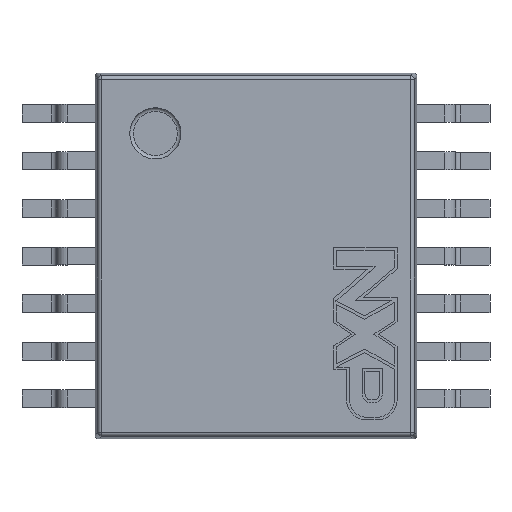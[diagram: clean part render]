
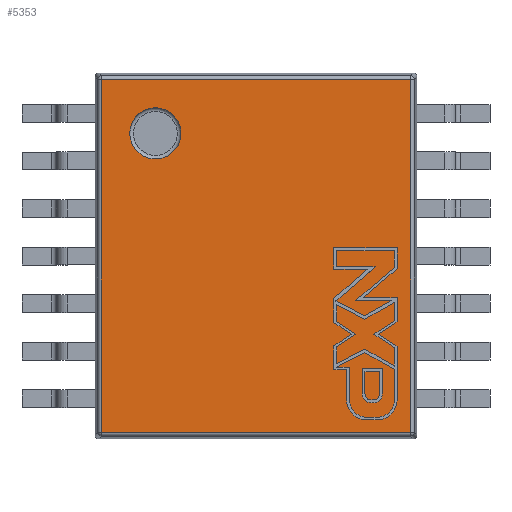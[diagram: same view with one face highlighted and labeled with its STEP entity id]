
A CAD part, top view. The second image highlights one B-rep face of the part: STEP entity #5353.
In plain terms, the highlighted planar face has unit normal (0, 0, 1).
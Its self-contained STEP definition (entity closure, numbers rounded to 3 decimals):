
#63=FACE_BOUND('',#1986,.T.);
#81=LINE('',#7822,#710);
#97=LINE('',#7886,#726);
#121=LINE('',#7951,#750);
#125=LINE('',#7957,#754);
#710=VECTOR('',#6247,10.);
#726=VECTOR('',#6305,10.);
#750=VECTOR('',#6377,10.);
#754=VECTOR('',#6385,10.);
#1435=PLANE('',#5808);
#1678=FACE_OUTER_BOUND('',#1985,.T.);
#1985=EDGE_LOOP('',(#3883,#3884,#3885,#3886));
#1986=EDGE_LOOP('',(#3887));
#2269=CIRCLE('',#5742,0.35);
#2423=VERTEX_POINT('',#7802);
#2424=VERTEX_POINT('',#7807);
#2427=VERTEX_POINT('',#7814);
#2430=VERTEX_POINT('',#7824);
#2454=VERTEX_POINT('',#7878);
#2944=EDGE_CURVE('',#2423,#2423,#2269,.T.);
#2952=EDGE_CURVE('',#2427,#2424,#81,.T.);
#2982=EDGE_CURVE('',#2454,#2427,#97,.T.);
#3017=EDGE_CURVE('',#2430,#2454,#121,.T.);
#3021=EDGE_CURVE('',#2424,#2430,#125,.T.);
#3883=ORIENTED_EDGE('',*,*,#2952,.F.);
#3884=ORIENTED_EDGE('',*,*,#2982,.F.);
#3885=ORIENTED_EDGE('',*,*,#3017,.F.);
#3886=ORIENTED_EDGE('',*,*,#3021,.F.);
#3887=ORIENTED_EDGE('',*,*,#2944,.T.);
#5353=ADVANCED_FACE('',(#1678,#63),#1435,.T.);
#5742=AXIS2_PLACEMENT_3D('',#7804,#6224,#6225);
#5808=AXIS2_PLACEMENT_3D('',#7986,#6416,#6417);
#6224=DIRECTION('center_axis',(0.,0.,-1.));
#6225=DIRECTION('ref_axis',(1.,0.,0.));
#6247=DIRECTION('',(-1.,0.,0.));
#6305=DIRECTION('',(0.,-1.,0.));
#6377=DIRECTION('',(1.,0.,0.));
#6385=DIRECTION('',(0.,1.,0.));
#6416=DIRECTION('center_axis',(0.,0.,1.));
#6417=DIRECTION('ref_axis',(1.,0.,0.));
#7802=CARTESIAN_POINT('',(-1.026,1.676,1.1));
#7804=CARTESIAN_POINT('Origin',(-1.376,1.676,1.1));
#7807=CARTESIAN_POINT('',(-2.113,-2.413,1.1));
#7814=CARTESIAN_POINT('',(2.113,-2.413,1.1));
#7822=CARTESIAN_POINT('',(-1.65,-2.413,1.1));
#7824=CARTESIAN_POINT('',(-2.113,2.413,1.1));
#7878=CARTESIAN_POINT('',(2.113,2.413,1.1));
#7886=CARTESIAN_POINT('',(2.113,0.,1.1));
#7951=CARTESIAN_POINT('',(-1.65,2.413,1.1));
#7957=CARTESIAN_POINT('',(-2.113,0.,1.1));
#7986=CARTESIAN_POINT('Origin',(-2.2,0.,1.1));
